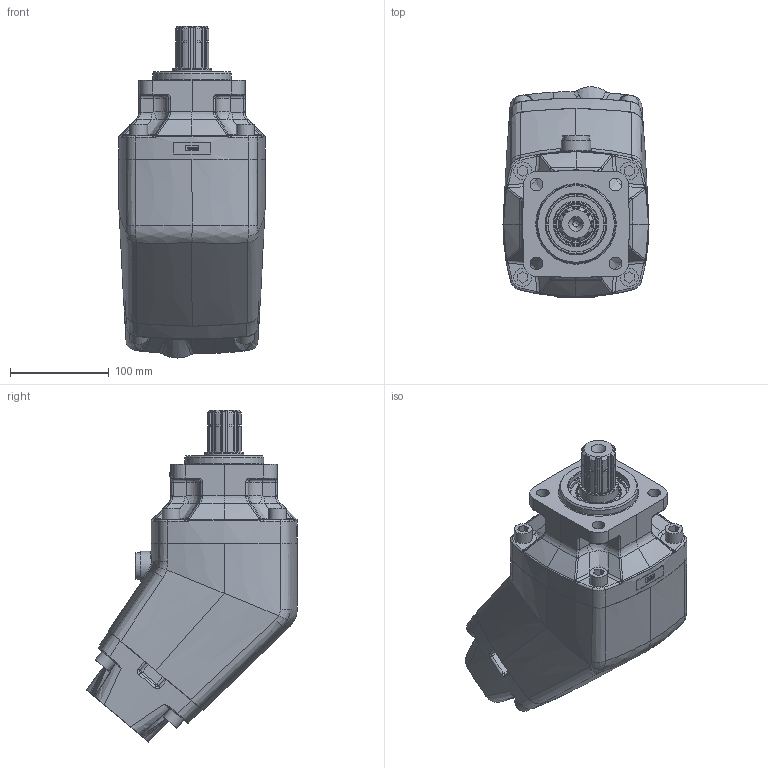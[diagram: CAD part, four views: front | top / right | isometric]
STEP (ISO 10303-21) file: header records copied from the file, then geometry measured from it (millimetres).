
FILE_DESCRIPTION(/* description */ (''),/* implementation_level */ '2;1');
FILE_NAME(/* name */ 'nadriyu4..stp',/* time_stamp */ '2020-05-04T14:33:14+00:00',/* author */ ('InventorETOServices'),/* organization */ (''),/* preprocessor_version */ 'ST-DEVELOPER v18.1',/* originating_system */ 'Autodesk Inventor 2021',/* authorisation */ '');
FILE_SCHEMA (('AUTOMOTIVE_DESIGN { 1 0 10303 214 3 1 1 }'));
Products named in the file (4): Intent; .iam; 3786955.610B9091A5E16844EEAE35911D61BED9; 3786956.BA234D2F450A34F5B438A1346EF59DD4
Assembly tree (3 placements, depth 3):
  Intent
    .iam
      3786955.610B9091A5E16844EEAE35911D61BED9
      3786956.BA234D2F450A34F5B438A1346EF59DD4
Bounding box: 148 x 213.75 x 336.54 mm (x, y, z)
Volume: 9393227.4 mm3; surface area: 411974.9 mm2
Topology: 2 solids, 2 shells, 1922 faces, 5030 edges, 3190 vertices
Faces by surface type: plane 782, bspline 548, cylinder 346, torus 136, cone 88, sphere 22
Full cylindrical faces by diameter (mm): 6.3 x2, 6.5 x4, 9 x4, 10 x2, 13 x8, 18 x18, 20 x8, 24.117 x4, 26.9 x2, 30 x2, 35 x2, 40 x2, 41.89 x2, 44 x2, 45 x4, 57 x2, 62 x2, 80 x2
Entity records: 86769 total; most frequent: CARTESIAN_POINT 40463, ORIENTED_EDGE 10052, DIRECTION 8306, EDGE_CURVE 5026, VERTEX_POINT 3190, AXIS2_PLACEMENT_3D 3099, LINE 2108, VECTOR 2108
